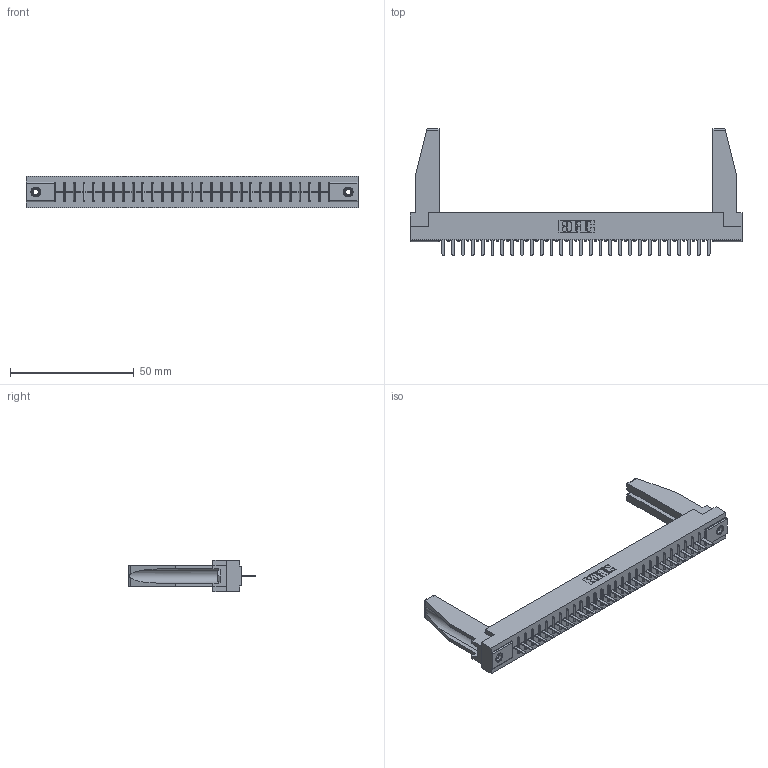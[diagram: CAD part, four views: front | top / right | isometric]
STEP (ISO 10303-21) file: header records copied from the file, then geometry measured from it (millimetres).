
FILE_DESCRIPTION (( 'STEP AP203' ), '1' );
FILE_NAME ('306-028-420-178.STEP', '2020-09-22T00:16:54', ( '' ), ( '' ), 'SwSTEP 2.0', 'SolidWorks 2020', '' );
FILE_SCHEMA (( 'CONFIG_CONTROL_DESIGN' ));
Length unit declared in the file: inch
Products named in the file (5): 306-290-001_120; 307-220-078; 306-028-420-178; 345-250-001_345-250-001-102; 306 Part_.156 Dia
Assembly tree (33 placements, depth 2):
  306-028-420-178
    306 Part_.156 Dia
    306-290-001_120  x28
    345-250-001_345-250-001-102  x2
    307-220-078  x2
Bounding box: 133.96 x 51.16 x 12.7 mm (x, y, z)
Volume: 18680.6 mm3; surface area: 18770.8 mm2
Topology: 33 solids, 33 shells, 2206 faces, 6162 edges, 3948 vertices
Faces by surface type: plane 1468, cylinder 610, sphere 112, cone 12, torus 4
Entity records: 30320 total; most frequent: CARTESIAN_POINT 5089, ORIENTED_EDGE 5002, DIRECTION 4971, EDGE_CURVE 2501, LINE 1951, VECTOR 1951, VERTEX_POINT 1586, AXIS2_PLACEMENT_3D 1510
